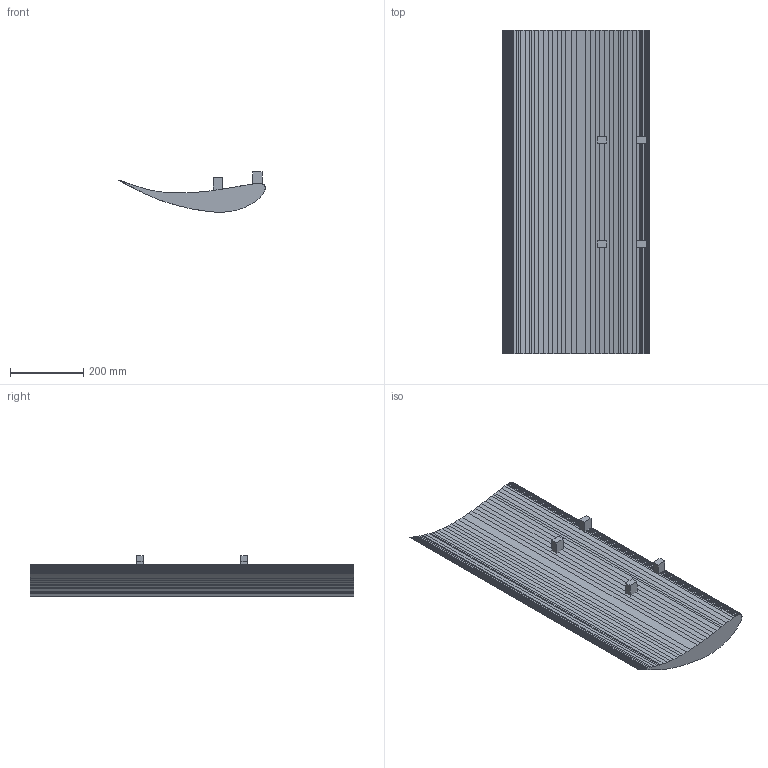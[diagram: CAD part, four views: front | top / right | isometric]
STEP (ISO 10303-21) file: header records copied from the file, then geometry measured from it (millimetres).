
FILE_DESCRIPTION(('CATIA V5 STEP Exchange'),'2;1');
FILE_NAME('Aileron2.1_avec_trous(positif).stp','2020-06-08T15:47:55+00:00',('none'),('none'),'CATIA Version 5 Release 19 SP 2 (IN-10)','CATIA V5 STEP AP203','none');
FILE_SCHEMA(('CONFIG_CONTROL_DESIGN'));
Length unit declared in the file: millimetre
Products named in the file (1): Produit22
Assembly tree (5 placements, depth 2):
  Produit22
    #58
    #5767  x4
Bounding box: 398.52 x 880 x 110.05 mm (x, y, z)
Volume: 13269651.3 mm3; surface area: 797925.1 mm2
Topology: 5 solids, 5 shells, 150 faces, 420 edges, 280 vertices
Faces by surface type: extrusion 124, plane 26
Entity records: 5966 total; most frequent: CARTESIAN_POINT 2852, ORIENTED_EDGE 768, EDGE_CURVE 384, B_SPLINE_CURVE_WITH_KNOTS 372, DIRECTION 296, VECTOR 260, VERTEX_POINT 256, LINE 136
